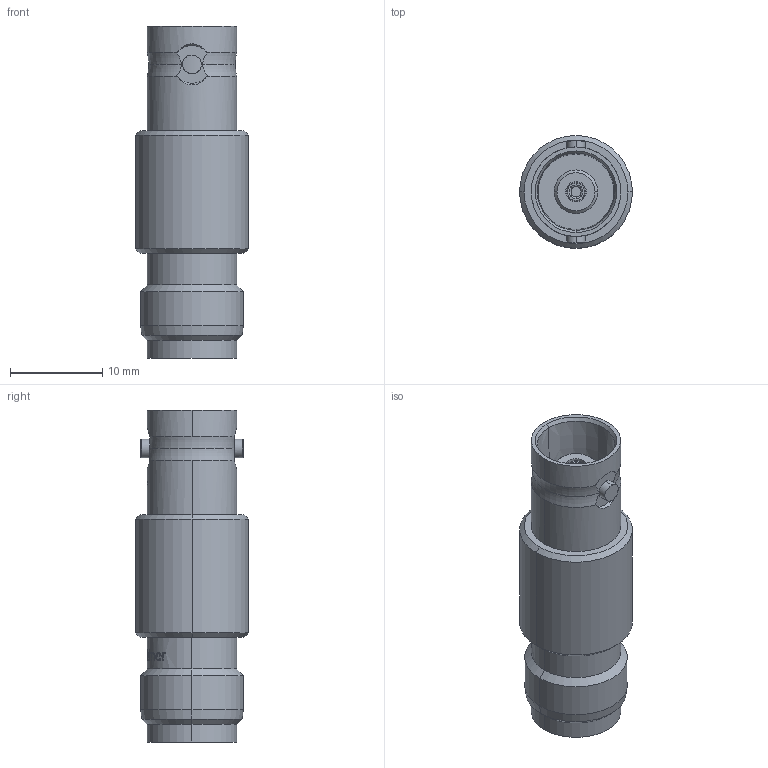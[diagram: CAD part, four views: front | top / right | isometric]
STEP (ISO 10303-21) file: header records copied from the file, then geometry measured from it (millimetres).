
FILE_DESCRIPTION (( 'STEP AP214' ), '1' );
FILE_NAME ('J01008A0012.STEP', '2019-07-04T09:11:11', ( '' ), ( '' ), 'SwSTEP 2.0', 'SolidWorks 2018', '' );
FILE_SCHEMA (( 'AUTOMOTIVE_DESIGN' ));
Length unit declared in the file: millimetre
Products named in the file (1): J01008A0012
Bounding box: 12.2 x 12.2 x 35.9 mm (x, y, z)
Volume: 2797.7 mm3; surface area: 1880.1 mm2
Topology: 1 solids, 1 shells, 319 faces, 802 edges, 525 vertices
Faces by surface type: plane 118, bspline 83, cylinder 72, cone 28, torus 18
Entity records: 18662 total; most frequent: CARTESIAN_POINT 8318, ORIENTED_EDGE 1604, DIRECTION 1114, EDGE_CURVE 802, VERTEX_POINT 525, AXIS2_PLACEMENT_3D 428, EDGE_LOOP 359, ADVANCED_FACE 319
